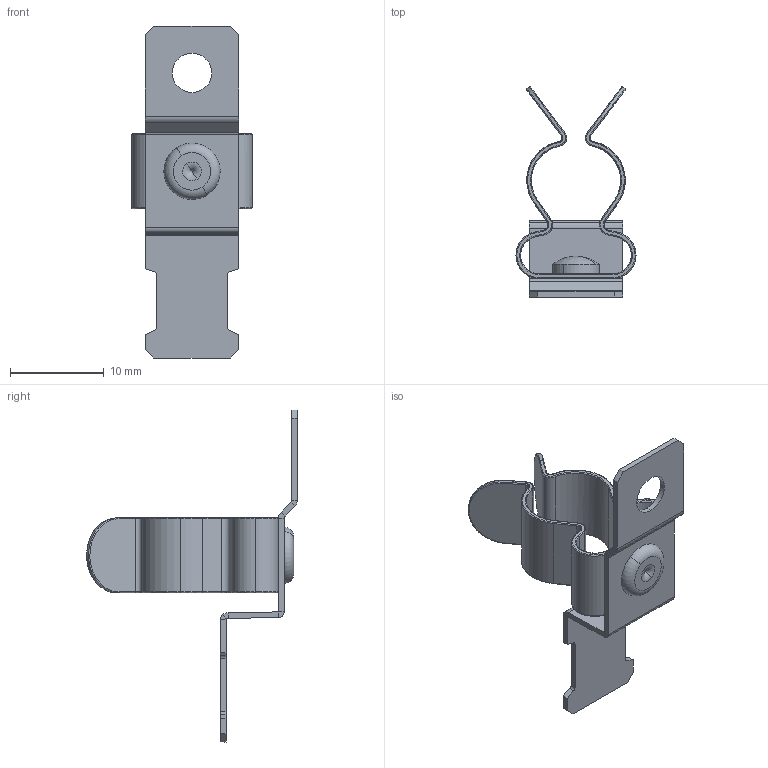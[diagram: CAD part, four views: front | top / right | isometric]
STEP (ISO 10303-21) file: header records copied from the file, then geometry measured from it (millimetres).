
FILE_DESCRIPTION (( 'STEP AP214' ), '1' );
FILE_NAME ('1022-224.STEP', '2024-03-14T08:48:39', ( '' ), ( '' ), 'SwSTEP 2.0', 'SolidWorks 2022', '' );
FILE_SCHEMA (( 'AUTOMOTIVE_DESIGN' ));
Length unit declared in the file: millimetre
Products named in the file (4): 3x1,5_1mm Blechstärke; 1022-224; 1010-004.; 1022-064.
Assembly tree (3 placements, depth 2):
  1022-224
    1022-064.
    3x1,5_1mm Blechstärke
    1010-004.
Bounding box: 12.8 x 22.46 x 35.4 mm (x, y, z)
Volume: 522.5 mm3; surface area: 1991.4 mm2
Topology: 3 solids, 3 shells, 300 faces, 739 edges, 456 vertices
Faces by surface type: plane 132, cylinder 82, bspline 80, torus 4, sphere 2
Entity records: 11580 total; most frequent: CARTESIAN_POINT 4700, ORIENTED_EDGE 1474, DIRECTION 1297, EDGE_CURVE 737, VERTEX_POINT 456, AXIS2_PLACEMENT_3D 440, VECTOR 417, LINE 417
